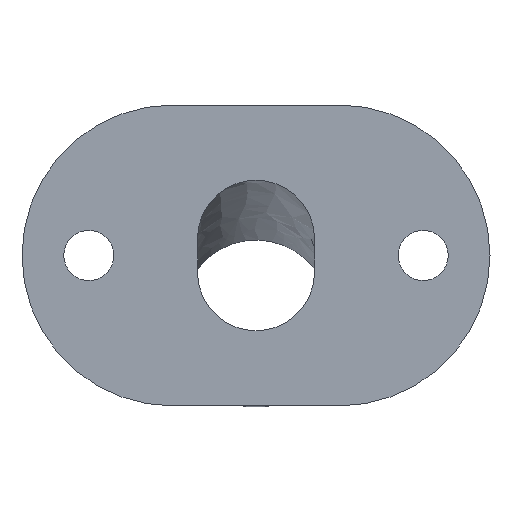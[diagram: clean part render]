
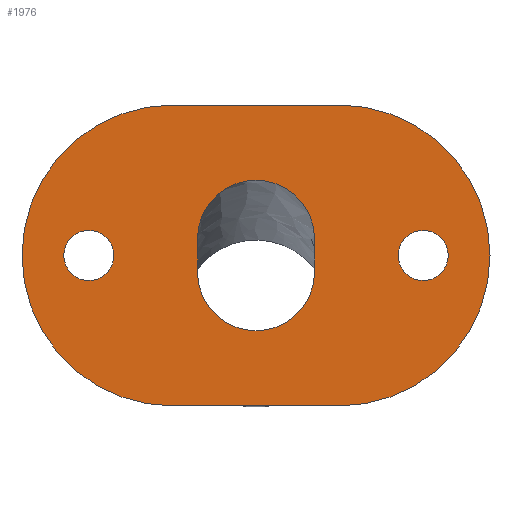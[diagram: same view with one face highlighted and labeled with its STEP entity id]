
A CAD part, front view. The second image highlights one B-rep face of the part: STEP entity #1976.
In plain terms, the highlighted planar face has unit normal (0, -1, 0).
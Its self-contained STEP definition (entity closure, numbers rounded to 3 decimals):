
#12 = CIRCLE ( 'NONE', #677, 7.5 ) ;
#32 = AXIS2_PLACEMENT_3D ( 'NONE', #1738, #1021, #1698 ) ;
#47 = CIRCLE ( 'NONE', #68, 7.5 ) ;
#68 = AXIS2_PLACEMENT_3D ( 'NONE', #1316, #2288, #1569 ) ;
#73 = ORIENTED_EDGE ( 'NONE', *, *, #1390, .T. ) ;
#80 = AXIS2_PLACEMENT_3D ( 'NONE', #1103, #1604, #1601 ) ;
#89 = ORIENTED_EDGE ( 'NONE', *, *, #1513, .T. ) ;
#108 = CIRCLE ( 'NONE', #117, 7.5 ) ;
#117 = AXIS2_PLACEMENT_3D ( 'NONE', #668, #715, #745 ) ;
#325 = LINE ( 'NONE', #1000, #337 ) ;
#337 = VECTOR ( 'NONE', #2394, 1000. ) ;
#445 = CIRCLE ( 'NONE', #952, 17.5 ) ;
#456 = DIRECTION ( 'NONE',  ( 0., 0., 1. ) ) ;
#462 = VERTEX_POINT ( 'NONE', #2229 ) ;
#483 = DIRECTION ( 'NONE',  ( 0., 1., 0. ) ) ;
#504 = CARTESIAN_POINT ( 'NONE',  ( -17.5, 0., 5. ) ) ;
#529 = FACE_OUTER_BOUND ( 'NONE', #1504, .T. ) ;
#562 = FACE_BOUND ( 'NONE', #1249, .T. ) ;
#582 = FACE_BOUND ( 'NONE', #1266, .T. ) ;
#666 = PLANE ( 'NONE',  #1638 ) ;
#668 = CARTESIAN_POINT ( 'NONE',  ( 50., 0., 0. ) ) ;
#677 = AXIS2_PLACEMENT_3D ( 'NONE', #1240, #483, #456 ) ;
#712 = CARTESIAN_POINT ( 'NONE',  ( 25., 0., 0. ) ) ;
#715 = DIRECTION ( 'NONE',  ( 0., 1., 0. ) ) ;
#728 = VERTEX_POINT ( 'NONE', #1223 ) ;
#745 = DIRECTION ( 'NONE',  ( 0., 0., 1. ) ) ;
#747 = EDGE_LOOP ( 'NONE', ( #73, #942 ) ) ;
#758 = DIRECTION ( 'NONE',  ( 0., 1., 0. ) ) ;
#761 = DIRECTION ( 'NONE',  ( 0., 0., 1. ) ) ;
#802 = VERTEX_POINT ( 'NONE', #1219 ) ;
#834 = VERTEX_POINT ( 'NONE', #1162 ) ;
#836 = CARTESIAN_POINT ( 'NONE',  ( -50., 0., 7.5 ) ) ;
#874 = VERTEX_POINT ( 'NONE', #1146 ) ;
#880 = EDGE_CURVE ( 'NONE', #2051, #2252, #1746, .T. ) ;
#892 = EDGE_CURVE ( 'NONE', #2252, #874, #1697, .T. ) ;
#909 = EDGE_CURVE ( 'NONE', #2332, #834, #1304, .T. ) ;
#942 = ORIENTED_EDGE ( 'NONE', *, *, #1510, .T. ) ;
#943 = CARTESIAN_POINT ( 'NONE',  ( -17.5, 0., -5. ) ) ;
#950 = EDGE_CURVE ( 'NONE', #2274, #1942, #1460, .T. ) ;
#952 = AXIS2_PLACEMENT_3D ( 'NONE', #989, #992, #1011 ) ;
#953 = ORIENTED_EDGE ( 'NONE', *, *, #1074, .F. ) ;
#954 = EDGE_CURVE ( 'NONE', #834, #2051, #1713, .T. ) ;
#968 = EDGE_CURVE ( 'NONE', #1564, #462, #1418, .T. ) ;
#983 = DIRECTION ( 'NONE',  ( 0., 0., 1. ) ) ;
#985 = AXIS2_PLACEMENT_3D ( 'NONE', #1718, #1717, #1792 ) ;
#989 = CARTESIAN_POINT ( 'NONE',  ( 0., 0., -5. ) ) ;
#990 = VERTEX_POINT ( 'NONE', #1843 ) ;
#992 = DIRECTION ( 'NONE',  ( 0., -1., 0. ) ) ;
#1000 = CARTESIAN_POINT ( 'NONE',  ( -25., 0., -45. ) ) ;
#1011 = DIRECTION ( 'NONE',  ( 0., 0., -1. ) ) ;
#1014 = DIRECTION ( 'NONE',  ( 0., 0., 1. ) ) ;
#1020 = CARTESIAN_POINT ( 'NONE',  ( -25., 0., 45. ) ) ;
#1021 = DIRECTION ( 'NONE',  ( 0., -1., 0. ) ) ;
#1027 = EDGE_CURVE ( 'NONE', #728, #1564, #1770, .T. ) ;
#1041 = AXIS2_PLACEMENT_3D ( 'NONE', #2423, #2419, #983 ) ;
#1072 = EDGE_CURVE ( 'NONE', #874, #2332, #445, .T. ) ;
#1074 = EDGE_CURVE ( 'NONE', #990, #728, #1668, .T. ) ;
#1079 = EDGE_CURVE ( 'NONE', #462, #990, #325, .T. ) ;
#1103 = CARTESIAN_POINT ( 'NONE',  ( -50., 0., 0. ) ) ;
#1124 = ORIENTED_EDGE ( 'NONE', *, *, #880, .F. ) ;
#1146 = CARTESIAN_POINT ( 'NONE',  ( 0., 0., -22.5 ) ) ;
#1153 = ORIENTED_EDGE ( 'NONE', *, *, #1072, .F. ) ;
#1161 = DIRECTION ( 'NONE',  ( 0., 0., -1. ) ) ;
#1162 = CARTESIAN_POINT ( 'NONE',  ( 17.5, 0., 5. ) ) ;
#1219 = CARTESIAN_POINT ( 'NONE',  ( 50., 0., 7.5 ) ) ;
#1223 = CARTESIAN_POINT ( 'NONE',  ( -25., 0., 45. ) ) ;
#1240 = CARTESIAN_POINT ( 'NONE',  ( 50., 0., 0. ) ) ;
#1245 = ORIENTED_EDGE ( 'NONE', *, *, #954, .F. ) ;
#1249 = EDGE_LOOP ( 'NONE', ( #2421, #1153, #1961, #1124, #1245 ) ) ;
#1266 = EDGE_LOOP ( 'NONE', ( #2239, #89 ) ) ;
#1274 = VERTEX_POINT ( 'NONE', #2378 ) ;
#1304 = LINE ( 'NONE', #1662, #1363 ) ;
#1308 = FACE_BOUND ( 'NONE', #747, .T. ) ;
#1316 = CARTESIAN_POINT ( 'NONE',  ( -50., 0., 0. ) ) ;
#1363 = VECTOR ( 'NONE', #1014, 1000. ) ;
#1377 = VECTOR ( 'NONE', #1161, 1000. ) ;
#1390 = EDGE_CURVE ( 'NONE', #1274, #802, #108, .T. ) ;
#1418 = CIRCLE ( 'NONE', #985, 45. ) ;
#1428 = DIRECTION ( 'NONE',  ( 1., 0., 0. ) ) ;
#1446 = DIRECTION ( 'NONE',  ( 0., 0., -1. ) ) ;
#1460 = CIRCLE ( 'NONE', #80, 7.5 ) ;
#1502 = ORIENTED_EDGE ( 'NONE', *, *, #968, .F. ) ;
#1504 = EDGE_LOOP ( 'NONE', ( #1502, #1759, #953, #2018 ) ) ;
#1510 = EDGE_CURVE ( 'NONE', #802, #1274, #12, .T. ) ;
#1513 = EDGE_CURVE ( 'NONE', #1942, #2274, #47, .T. ) ;
#1560 = VECTOR ( 'NONE', #1428, 1000. ) ;
#1564 = VERTEX_POINT ( 'NONE', #1567 ) ;
#1567 = CARTESIAN_POINT ( 'NONE',  ( 25., 0., 45. ) ) ;
#1569 = DIRECTION ( 'NONE',  ( 0., 0., 1. ) ) ;
#1584 = DIRECTION ( 'NONE',  ( 0., -1., 0. ) ) ;
#1601 = DIRECTION ( 'NONE',  ( 0., 0., 1. ) ) ;
#1604 = DIRECTION ( 'NONE',  ( 0., 1., 0. ) ) ;
#1628 = CARTESIAN_POINT ( 'NONE',  ( 0., 0., 5. ) ) ;
#1638 = AXIS2_PLACEMENT_3D ( 'NONE', #712, #758, #761 ) ;
#1662 = CARTESIAN_POINT ( 'NONE',  ( 17.5, 0., -5. ) ) ;
#1668 = CIRCLE ( 'NONE', #1041, 45. ) ;
#1697 = CIRCLE ( 'NONE', #32, 17.5 ) ;
#1698 = DIRECTION ( 'NONE',  ( 0., 0., -1. ) ) ;
#1713 = CIRCLE ( 'NONE', #2133, 17.5 ) ;
#1717 = DIRECTION ( 'NONE',  ( 0., 1., 0. ) ) ;
#1718 = CARTESIAN_POINT ( 'NONE',  ( 25., 0., 0. ) ) ;
#1738 = CARTESIAN_POINT ( 'NONE',  ( 0., 0., -5. ) ) ;
#1746 = LINE ( 'NONE', #943, #1377 ) ;
#1759 = ORIENTED_EDGE ( 'NONE', *, *, #1027, .F. ) ;
#1770 = LINE ( 'NONE', #1020, #1560 ) ;
#1792 = DIRECTION ( 'NONE',  ( 0., 0., 1. ) ) ;
#1843 = CARTESIAN_POINT ( 'NONE',  ( -25., 0., -45. ) ) ;
#1942 = VERTEX_POINT ( 'NONE', #836 ) ;
#1961 = ORIENTED_EDGE ( 'NONE', *, *, #892, .F. ) ;
#1976 = ADVANCED_FACE ( 'NONE', ( #562, #529, #582, #1308 ), #666, .F. ) ;
#2018 = ORIENTED_EDGE ( 'NONE', *, *, #1079, .F. ) ;
#2051 = VERTEX_POINT ( 'NONE', #504 ) ;
#2133 = AXIS2_PLACEMENT_3D ( 'NONE', #1628, #1584, #1446 ) ;
#2158 = CARTESIAN_POINT ( 'NONE',  ( -17.5, 0., -5. ) ) ;
#2229 = CARTESIAN_POINT ( 'NONE',  ( 25., 0., -45. ) ) ;
#2239 = ORIENTED_EDGE ( 'NONE', *, *, #950, .T. ) ;
#2252 = VERTEX_POINT ( 'NONE', #2158 ) ;
#2261 = CARTESIAN_POINT ( 'NONE',  ( 17.5, 0., -5. ) ) ;
#2274 = VERTEX_POINT ( 'NONE', #2312 ) ;
#2288 = DIRECTION ( 'NONE',  ( 0., 1., 0. ) ) ;
#2312 = CARTESIAN_POINT ( 'NONE',  ( -50., 0., -7.5 ) ) ;
#2332 = VERTEX_POINT ( 'NONE', #2261 ) ;
#2378 = CARTESIAN_POINT ( 'NONE',  ( 50., 0., -7.5 ) ) ;
#2394 = DIRECTION ( 'NONE',  ( -1., 0., 0. ) ) ;
#2419 = DIRECTION ( 'NONE',  ( 0., 1., 0. ) ) ;
#2421 = ORIENTED_EDGE ( 'NONE', *, *, #909, .F. ) ;
#2423 = CARTESIAN_POINT ( 'NONE',  ( -25., 0., 0. ) ) ;
